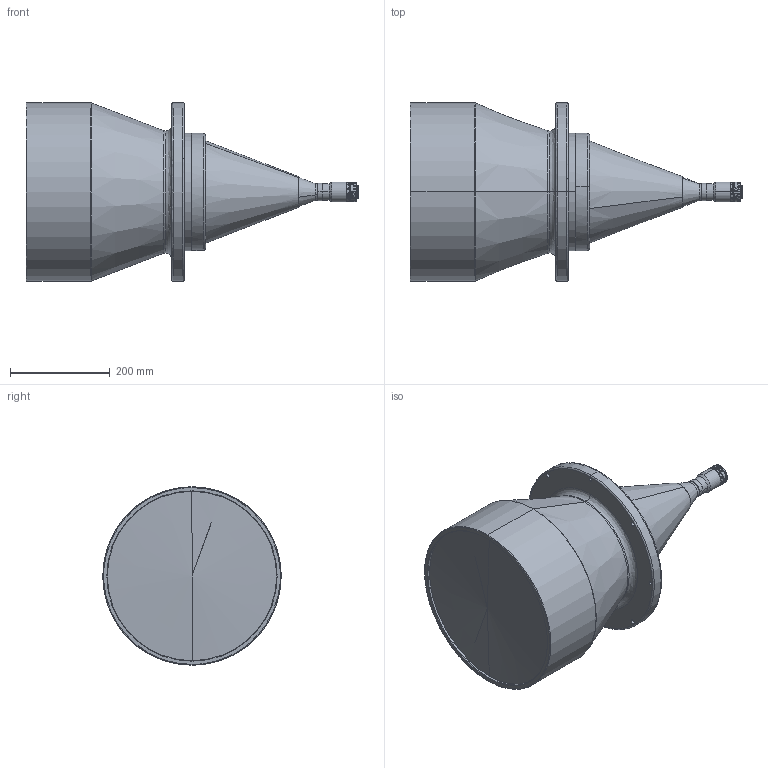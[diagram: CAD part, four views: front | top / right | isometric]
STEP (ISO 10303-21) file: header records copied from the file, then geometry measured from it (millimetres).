
FILE_DESCRIPTION (( 'STEP AP203' ), '1' );
FILE_NAME ('DTCM111-300S-AL.STEP', '2023-11-22T09:55:27', ( '' ), ( '' ), 'SwSTEP 2.0', 'SolidWorks 2017', '' );
FILE_SCHEMA (( 'CONFIG_CONTROL_DESIGN' ));
Length unit declared in the file: millimetre
Products named in the file (1): DTCM111-300S-AL
Bounding box: 666.63 x 358 x 358 mm (x, y, z)
Volume: 31557768 mm3; surface area: 692478.1 mm2
Topology: 1 solids, 5 shells, 261 faces, 666 edges, 423 vertices
Faces by surface type: cylinder 149, cone 73, plane 23, bspline 14, torus 2
Entity records: 9662 total; most frequent: CARTESIAN_POINT 3496, ORIENTED_EDGE 1320, DIRECTION 1233, EDGE_CURVE 660, AXIS2_PLACEMENT_3D 522, VERTEX_POINT 423, EDGE_LOOP 293, CIRCLE 274
